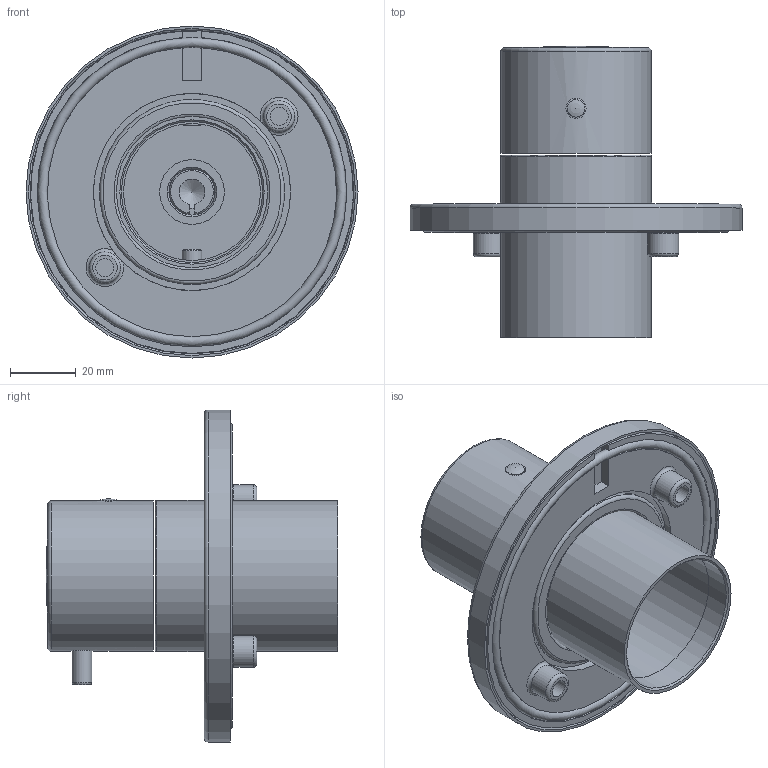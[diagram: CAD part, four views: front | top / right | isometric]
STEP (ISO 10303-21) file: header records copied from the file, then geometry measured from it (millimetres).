
FILE_DESCRIPTION(/* description */ ('Unknown'),/* implementation_level */ '2;1');
FILE_NAME(/* name */ 'B010N',/* time_stamp */ '2016-03-10T12:30:24+01:00',/* author */ ('Unknown'),/* organization */ ('Unknown'),/* preprocessor_version */ 'ST-DEVELOPER v16.7',/* originating_system */ 'DEX',/* authorisation */ $);
FILE_SCHEMA (('AUTOMOTIVE_DESIGN {1 0 10303 214 3 1 1}'));
Length unit declared in the file: millimetre
Products named in the file (1): B010N
Bounding box: 101 x 88.62 x 101 mm (x, y, z)
Volume: 13945.4 mm3; surface area: 53972.7 mm2
Topology: 2 solids, 16 shells, 65 faces, 173 edges, 123 vertices
Faces by surface type: plane 21, torus 18, cylinder 17, cone 6, sphere 3
Full cylindrical faces by diameter (mm): 5.5 x2, 6 x2, 9.5 x2, 42.917 x2, 45.7 x1, 46 x1, 60 x1, 98.2 x1, 99.5 x1, 101 x1
Entity records: 2614 total; most frequent: CARTESIAN_POINT 993, DIRECTION 318, ORIENTED_EDGE 185, AXIS2_PLACEMENT_3D 148, EDGE_CURVE 118, FACE_BOUND 115, EDGE_LOOP 113, VERTEX_POINT 107
